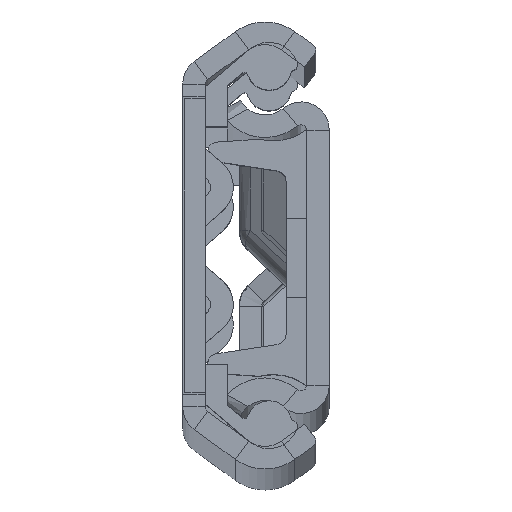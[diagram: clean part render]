
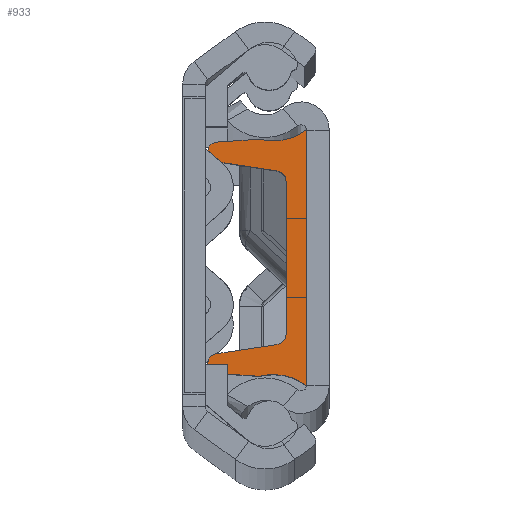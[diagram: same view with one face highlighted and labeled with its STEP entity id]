
A CAD part, top view. The second image highlights one B-rep face of the part: STEP entity #933.
In plain terms, the highlighted face is planar.
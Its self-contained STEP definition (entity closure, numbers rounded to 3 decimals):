
#18 = PLANE ( 'NONE',  #9674 ) ;
#125 = ORIENTED_EDGE ( 'NONE', *, *, #8357, .F. ) ;
#177 = ORIENTED_EDGE ( 'NONE', *, *, #827, .T. ) ;
#223 = CARTESIAN_POINT ( 'NONE',  ( 6., -9.375, 7.925 ) ) ;
#340 = DIRECTION ( 'NONE',  ( 0., 0., -1. ) ) ;
#370 = DIRECTION ( 'NONE',  ( 0., 0., -1. ) ) ;
#378 = VERTEX_POINT ( 'NONE', #8796 ) ;
#454 = CIRCLE ( 'NONE', #6387, 0.875 ) ;
#457 = ORIENTED_EDGE ( 'NONE', *, *, #785, .F. ) ;
#689 = FACE_OUTER_BOUND ( 'NONE', #8330, .T. ) ;
#701 = EDGE_CURVE ( 'NONE', #5146, #9868, #923, .T. ) ;
#738 = CARTESIAN_POINT ( 'NONE',  ( 6., -15.35, 3. ) ) ;
#777 = VECTOR ( 'NONE', #7158, 1000. ) ;
#785 = EDGE_CURVE ( 'NONE', #5887, #7780, #5302, .T. ) ;
#804 = DIRECTION ( 'NONE',  ( 0., 0., -1. ) ) ;
#827 = EDGE_CURVE ( 'NONE', #8794, #6817, #2443, .T. ) ;
#857 = LINE ( 'NONE', #9561, #2807 ) ;
#895 = DIRECTION ( 'NONE',  ( 1., 0., 0. ) ) ;
#923 = LINE ( 'NONE', #5023, #5961 ) ;
#933 = ADVANCED_FACE ( 'NONE', ( #689 ), #18, .T. ) ;
#965 = EDGE_CURVE ( 'NONE', #5257, #8175, #857, .T. ) ;
#990 = CARTESIAN_POINT ( 'NONE',  ( 6., 10.5, 4.216 ) ) ;
#1233 = ORIENTED_EDGE ( 'NONE', *, *, #1368, .F. ) ;
#1368 = EDGE_CURVE ( 'NONE', #8794, #5887, #5649, .T. ) ;
#1433 = CARTESIAN_POINT ( 'NONE',  ( 6., 6.708, 1.8 ) ) ;
#1469 = LINE ( 'NONE', #3191, #777 ) ;
#1769 = DIRECTION ( 'NONE',  ( 1., 0., 0. ) ) ;
#1845 = EDGE_CURVE ( 'NONE', #5031, #8659, #1469, .T. ) ;
#1850 = CIRCLE ( 'NONE', #5075, 5. ) ;
#1867 = AXIS2_PLACEMENT_3D ( 'NONE', #738, #6522, #7241 ) ;
#2012 = DIRECTION ( 'NONE',  ( 0., 0., -1. ) ) ;
#2266 = AXIS2_PLACEMENT_3D ( 'NONE', #3005, #3832, #6933 ) ;
#2373 = ORIENTED_EDGE ( 'NONE', *, *, #1845, .T. ) ;
#2443 = CIRCLE ( 'NONE', #2266, 0.875 ) ;
#2500 = EDGE_CURVE ( 'NONE', #3452, #6595, #6694, .T. ) ;
#2514 = CARTESIAN_POINT ( 'NONE',  ( 6., 9.375, 7.925 ) ) ;
#2580 = AXIS2_PLACEMENT_3D ( 'NONE', #5390, #6038, #370 ) ;
#2807 = VECTOR ( 'NONE', #8657, 1000. ) ;
#2817 = CARTESIAN_POINT ( 'NONE',  ( 6., -6.708, 2.8 ) ) ;
#2857 = CARTESIAN_POINT ( 'NONE',  ( 6., -10.248, 7.983 ) ) ;
#2987 = AXIS2_PLACEMENT_3D ( 'NONE', #223, #1769, #5115 ) ;
#3005 = CARTESIAN_POINT ( 'NONE',  ( 6., -9.375, 7.925 ) ) ;
#3168 = CARTESIAN_POINT ( 'NONE',  ( 6., 0., 0. ) ) ;
#3171 = CARTESIAN_POINT ( 'NONE',  ( 6., 6.708, 2.8 ) ) ;
#3191 = CARTESIAN_POINT ( 'NONE',  ( 6., 10.734, 0.718 ) ) ;
#3248 = CIRCLE ( 'NONE', #1867, 5. ) ;
#3452 = VERTEX_POINT ( 'NONE', #5431 ) ;
#3712 = ORIENTED_EDGE ( 'NONE', *, *, #8581, .T. ) ;
#3832 = DIRECTION ( 'NONE',  ( 1., 0., 0. ) ) ;
#3943 = DIRECTION ( 'NONE',  ( 1., 0., 0. ) ) ;
#4081 = CARTESIAN_POINT ( 'NONE',  ( 6., 10.248, 7.983 ) ) ;
#4405 = VECTOR ( 'NONE', #4629, 1000. ) ;
#4629 = DIRECTION ( 'NONE',  ( 0., -1., 0. ) ) ;
#4818 = DIRECTION ( 'NONE',  ( 0., 0.149, -0.989 ) ) ;
#4944 = CARTESIAN_POINT ( 'NONE',  ( 6., 11.35, 0. ) ) ;
#4974 = CARTESIAN_POINT ( 'NONE',  ( 6., 7.136, -1.074 ) ) ;
#5023 = CARTESIAN_POINT ( 'NONE',  ( 6., 0., 0. ) ) ;
#5031 = VERTEX_POINT ( 'NONE', #990 ) ;
#5075 = AXIS2_PLACEMENT_3D ( 'NONE', #8310, #7637, #5137 ) ;
#5115 = DIRECTION ( 'NONE',  ( 0., 0., -1. ) ) ;
#5137 = DIRECTION ( 'NONE',  ( 0., 0., -1. ) ) ;
#5146 = VERTEX_POINT ( 'NONE', #4944 ) ;
#5147 = CARTESIAN_POINT ( 'NONE',  ( 6., -6.708, 1.8 ) ) ;
#5257 = VERTEX_POINT ( 'NONE', #6163 ) ;
#5302 = CIRCLE ( 'NONE', #7475, 1. ) ;
#5390 = CARTESIAN_POINT ( 'NONE',  ( 6., 9.375, 7.925 ) ) ;
#5431 = CARTESIAN_POINT ( 'NONE',  ( 6., 8.51, 8.055 ) ) ;
#5535 = CARTESIAN_POINT ( 'NONE',  ( 6., -7.136, -1.074 ) ) ;
#5649 = LINE ( 'NONE', #5535, #7350 ) ;
#5763 = CIRCLE ( 'NONE', #2580, 0.875 ) ;
#5810 = ORIENTED_EDGE ( 'NONE', *, *, #6386, .T. ) ;
#5832 = EDGE_CURVE ( 'NONE', #6817, #8175, #7510, .T. ) ;
#5887 = VERTEX_POINT ( 'NONE', #9040 ) ;
#5900 = DIRECTION ( 'NONE',  ( 1., 0., 0. ) ) ;
#5961 = VECTOR ( 'NONE', #9160, 1000. ) ;
#6038 = DIRECTION ( 'NONE',  ( 1., 0., 0. ) ) ;
#6163 = CARTESIAN_POINT ( 'NONE',  ( 6., -10.5, 4.216 ) ) ;
#6247 = CARTESIAN_POINT ( 'NONE',  ( 6., -11.35, 0. ) ) ;
#6386 = EDGE_CURVE ( 'NONE', #9510, #7780, #6926, .T. ) ;
#6387 = AXIS2_PLACEMENT_3D ( 'NONE', #2514, #895, #2012 ) ;
#6428 = ORIENTED_EDGE ( 'NONE', *, *, #7936, .F. ) ;
#6522 = DIRECTION ( 'NONE',  ( 1., 0., 0. ) ) ;
#6595 = VERTEX_POINT ( 'NONE', #9785 ) ;
#6673 = ORIENTED_EDGE ( 'NONE', *, *, #965, .F. ) ;
#6694 = LINE ( 'NONE', #4974, #8388 ) ;
#6736 = ORIENTED_EDGE ( 'NONE', *, *, #2500, .T. ) ;
#6759 = CIRCLE ( 'NONE', #9261, 1. ) ;
#6817 = VERTEX_POINT ( 'NONE', #8537 ) ;
#6926 = LINE ( 'NONE', #10138, #4405 ) ;
#6933 = DIRECTION ( 'NONE',  ( 0., 0., -1. ) ) ;
#7158 = DIRECTION ( 'NONE',  ( 0., -0.067, 0.998 ) ) ;
#7240 = ORIENTED_EDGE ( 'NONE', *, *, #10086, .T. ) ;
#7241 = DIRECTION ( 'NONE',  ( 0., 0., -1. ) ) ;
#7335 = ORIENTED_EDGE ( 'NONE', *, *, #701, .F. ) ;
#7350 = VECTOR ( 'NONE', #4818, 1000. ) ;
#7475 = AXIS2_PLACEMENT_3D ( 'NONE', #2817, #5900, #340 ) ;
#7483 = EDGE_CURVE ( 'NONE', #5031, #5146, #1850, .T. ) ;
#7510 = CIRCLE ( 'NONE', #2987, 0.875 ) ;
#7637 = DIRECTION ( 'NONE',  ( 1., 0., 0. ) ) ;
#7780 = VERTEX_POINT ( 'NONE', #5147 ) ;
#7936 = EDGE_CURVE ( 'NONE', #9510, #6595, #6759, .T. ) ;
#8149 = DIRECTION ( 'NONE',  ( 1., 0., 0. ) ) ;
#8156 = DIRECTION ( 'NONE',  ( 0., -0.149, -0.989 ) ) ;
#8175 = VERTEX_POINT ( 'NONE', #2857 ) ;
#8310 = CARTESIAN_POINT ( 'NONE',  ( 6., 15.35, 3. ) ) ;
#8330 = EDGE_LOOP ( 'NONE', ( #1233, #177, #9068, #6673, #125, #7335, #9296, #2373, #7240, #3712, #6736, #6428, #5810, #457 ) ) ;
#8357 = EDGE_CURVE ( 'NONE', #9868, #5257, #3248, .T. ) ;
#8388 = VECTOR ( 'NONE', #8156, 1000. ) ;
#8411 = CARTESIAN_POINT ( 'NONE',  ( 6., -8.51, 8.055 ) ) ;
#8537 = CARTESIAN_POINT ( 'NONE',  ( 6., -9.375, 8.8 ) ) ;
#8581 = EDGE_CURVE ( 'NONE', #378, #3452, #5763, .T. ) ;
#8657 = DIRECTION ( 'NONE',  ( 0., 0.067, 0.998 ) ) ;
#8659 = VERTEX_POINT ( 'NONE', #4081 ) ;
#8794 = VERTEX_POINT ( 'NONE', #8411 ) ;
#8796 = CARTESIAN_POINT ( 'NONE',  ( 6., 9.375, 8.8 ) ) ;
#9040 = CARTESIAN_POINT ( 'NONE',  ( 6., -7.697, 2.651 ) ) ;
#9068 = ORIENTED_EDGE ( 'NONE', *, *, #5832, .T. ) ;
#9160 = DIRECTION ( 'NONE',  ( 0., -1., 0. ) ) ;
#9261 = AXIS2_PLACEMENT_3D ( 'NONE', #3171, #8149, #9740 ) ;
#9296 = ORIENTED_EDGE ( 'NONE', *, *, #7483, .F. ) ;
#9510 = VERTEX_POINT ( 'NONE', #1433 ) ;
#9561 = CARTESIAN_POINT ( 'NONE',  ( 6., -10.734, 0.718 ) ) ;
#9674 = AXIS2_PLACEMENT_3D ( 'NONE', #3168, #3943, #804 ) ;
#9740 = DIRECTION ( 'NONE',  ( 0., 0., -1. ) ) ;
#9785 = CARTESIAN_POINT ( 'NONE',  ( 6., 7.697, 2.651 ) ) ;
#9868 = VERTEX_POINT ( 'NONE', #6247 ) ;
#10086 = EDGE_CURVE ( 'NONE', #8659, #378, #454, .T. ) ;
#10138 = CARTESIAN_POINT ( 'NONE',  ( 6., 0., 1.8 ) ) ;
